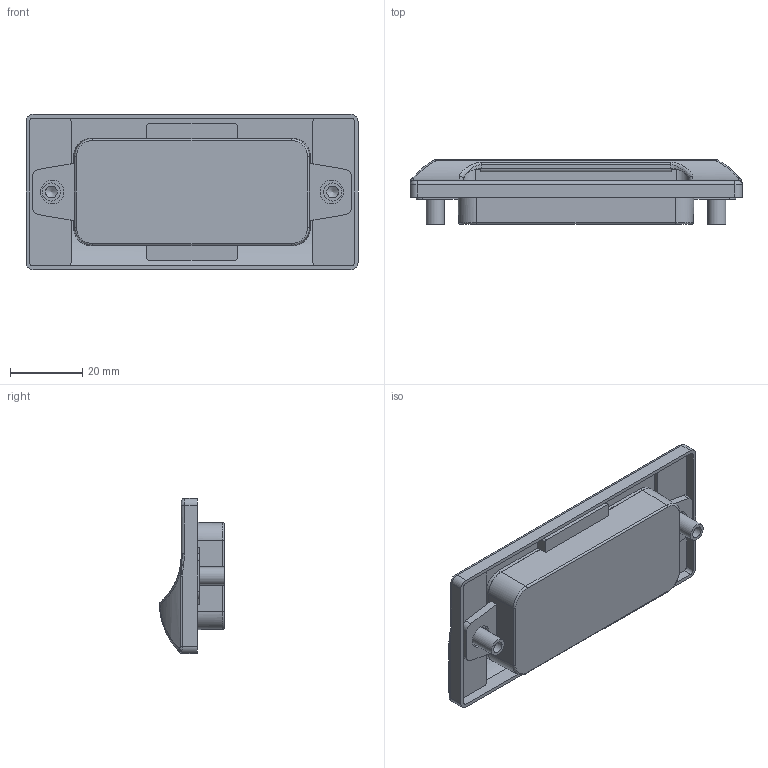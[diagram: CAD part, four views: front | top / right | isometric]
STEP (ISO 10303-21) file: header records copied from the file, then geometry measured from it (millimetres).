
FILE_DESCRIPTION(/* description */ (''),/* implementation_level */ '2;1');
FILE_NAME(/* name */ 'DR_A-MS11.stp',/* time_stamp */ '2017-07-18T10:28:56+09:00',/* author */ ('user'),/* organization */ (''),/* preprocessor_version */ 'ST-DEVELOPER v15.6',/* originating_system */ 'Autodesk Inventor 2015',/* authorisation */ '');
FILE_SCHEMA (('AUTOMOTIVE_DESIGN { 1 0 10303 214 3 1 1 }'));
Length unit declared in the file: millimetre
Products named in the file (1): DR_A-MS11
Bounding box: 92 x 17.99 x 43 mm (x, y, z)
Volume: 13486.3 mm3; surface area: 20099.6 mm2
Topology: 3 solids, 3 shells, 236 faces, 602 edges, 378 vertices
Faces by surface type: cylinder 100, plane 82, bspline 44, sphere 4, torus 4, cone 2
Full cylindrical faces by diameter (mm): 3.242 x2, 5 x2, 6.5 x2, 7.1 x2, 8 x2
Entity records: 9201 total; most frequent: CARTESIAN_POINT 3683, ORIENTED_EDGE 1182, DIRECTION 1083, EDGE_CURVE 588, AXIS2_PLACEMENT_3D 401, VERTEX_POINT 376, LINE 281, VECTOR 281
